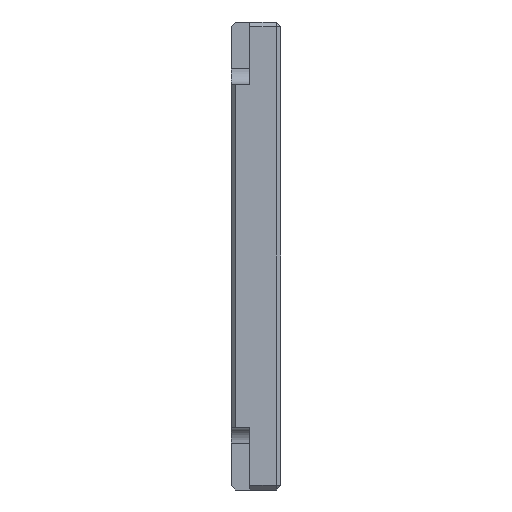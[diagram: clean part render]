
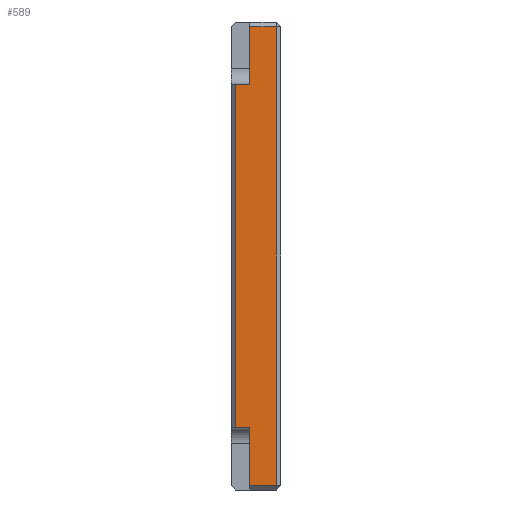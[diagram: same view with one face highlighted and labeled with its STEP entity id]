
A CAD part, left-side view. The second image highlights one B-rep face of the part: STEP entity #589.
In plain terms, the highlighted planar face has unit normal (-1, 0, 0).
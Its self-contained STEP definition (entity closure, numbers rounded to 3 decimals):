
#586 = CARTESIAN_POINT ( 'NONE',  ( -135., 14.5, -55. ) ) ;
#589 = ADVANCED_FACE ( 'NONE', ( #10875 ), #7081, .F. ) ;
#612 = EDGE_CURVE ( 'NONE', #10689, #1694, #1506, .T. ) ;
#630 = LINE ( 'NONE', #2539, #3388 ) ;
#847 = VERTEX_POINT ( 'NONE', #5935 ) ;
#875 = ORIENTED_EDGE ( 'NONE', *, *, #8351, .F. ) ;
#918 = ORIENTED_EDGE ( 'NONE', *, *, #10698, .T. ) ;
#956 = EDGE_CURVE ( 'NONE', #3119, #3493, #1573, .T. ) ;
#988 = VECTOR ( 'NONE', #12127, 1000. ) ;
#1120 = CARTESIAN_POINT ( 'NONE',  ( -135., 1.5, -73.5 ) ) ;
#1136 = CARTESIAN_POINT ( 'NONE',  ( -135., 14.5, 75. ) ) ;
#1421 = ORIENTED_EDGE ( 'NONE', *, *, #9345, .T. ) ;
#1450 = DIRECTION ( 'NONE',  ( 0., 1., 0. ) ) ;
#1506 = LINE ( 'NONE', #11866, #3306 ) ;
#1573 = LINE ( 'NONE', #2501, #2531 ) ;
#1694 = VERTEX_POINT ( 'NONE', #2291 ) ;
#2029 = LINE ( 'NONE', #8505, #6494 ) ;
#2226 = EDGE_LOOP ( 'NONE', ( #3250, #2877, #6897, #1421, #918, #8314, #875, #3203 ) ) ;
#2291 = CARTESIAN_POINT ( 'NONE',  ( -135., 10., 73.5 ) ) ;
#2311 = CARTESIAN_POINT ( 'NONE',  ( -135., 16., 75. ) ) ;
#2438 = DIRECTION ( 'NONE',  ( 0., 0., -1. ) ) ;
#2501 = CARTESIAN_POINT ( 'NONE',  ( -135., 10., -55. ) ) ;
#2531 = VECTOR ( 'NONE', #4516, 1000. ) ;
#2539 = CARTESIAN_POINT ( 'NONE',  ( -135., 10., 55. ) ) ;
#2877 = ORIENTED_EDGE ( 'NONE', *, *, #10939, .F. ) ;
#3119 = VERTEX_POINT ( 'NONE', #10289 ) ;
#3169 = LINE ( 'NONE', #6901, #3746 ) ;
#3203 = ORIENTED_EDGE ( 'NONE', *, *, #7224, .T. ) ;
#3250 = ORIENTED_EDGE ( 'NONE', *, *, #9267, .T. ) ;
#3306 = VECTOR ( 'NONE', #1450, 1000. ) ;
#3338 = VECTOR ( 'NONE', #8482, 1000. ) ;
#3388 = VECTOR ( 'NONE', #6263, 1000. ) ;
#3493 = VERTEX_POINT ( 'NONE', #5142 ) ;
#3746 = VECTOR ( 'NONE', #10637, 1000. ) ;
#4516 = DIRECTION ( 'NONE',  ( 0., 0., 1. ) ) ;
#4881 = DIRECTION ( 'NONE',  ( 0., 0., -1. ) ) ;
#5142 = CARTESIAN_POINT ( 'NONE',  ( -135., 10., -55. ) ) ;
#5274 = CARTESIAN_POINT ( 'NONE',  ( -135., 1.5, 73.5 ) ) ;
#5662 = LINE ( 'NONE', #9408, #3338 ) ;
#5696 = DIRECTION ( 'NONE',  ( 0., 1., 0. ) ) ;
#5728 = LINE ( 'NONE', #1136, #10013 ) ;
#5935 = CARTESIAN_POINT ( 'NONE',  ( -135., 14.5, 55. ) ) ;
#6149 = CARTESIAN_POINT ( 'NONE',  ( -135., 10., 55. ) ) ;
#6263 = DIRECTION ( 'NONE',  ( 0., 0., 1. ) ) ;
#6494 = VECTOR ( 'NONE', #5696, 1000. ) ;
#6619 = AXIS2_PLACEMENT_3D ( 'NONE', #2311, #10816, #2438 ) ;
#6897 = ORIENTED_EDGE ( 'NONE', *, *, #956, .F. ) ;
#6901 = CARTESIAN_POINT ( 'NONE',  ( -135., 10., -55. ) ) ;
#7081 = PLANE ( 'NONE',  #6619 ) ;
#7224 = EDGE_CURVE ( 'NONE', #8181, #847, #2029, .T. ) ;
#7756 = VERTEX_POINT ( 'NONE', #586 ) ;
#8181 = VERTEX_POINT ( 'NONE', #6149 ) ;
#8206 = LINE ( 'NONE', #11951, #988 ) ;
#8314 = ORIENTED_EDGE ( 'NONE', *, *, #612, .T. ) ;
#8351 = EDGE_CURVE ( 'NONE', #8181, #1694, #630, .T. ) ;
#8482 = DIRECTION ( 'NONE',  ( 0., -1., 0. ) ) ;
#8505 = CARTESIAN_POINT ( 'NONE',  ( -135., 10., 55. ) ) ;
#8536 = VERTEX_POINT ( 'NONE', #1120 ) ;
#9267 = EDGE_CURVE ( 'NONE', #847, #7756, #5728, .T. ) ;
#9345 = EDGE_CURVE ( 'NONE', #3119, #8536, #5662, .T. ) ;
#9408 = CARTESIAN_POINT ( 'NONE',  ( -135., 16., -73.5 ) ) ;
#10013 = VECTOR ( 'NONE', #4881, 1000. ) ;
#10289 = CARTESIAN_POINT ( 'NONE',  ( -135., 10., -73.5 ) ) ;
#10637 = DIRECTION ( 'NONE',  ( 0., 1., 0. ) ) ;
#10689 = VERTEX_POINT ( 'NONE', #5274 ) ;
#10698 = EDGE_CURVE ( 'NONE', #8536, #10689, #8206, .T. ) ;
#10816 = DIRECTION ( 'NONE',  ( 1., 0., 0. ) ) ;
#10875 = FACE_OUTER_BOUND ( 'NONE', #2226, .T. ) ;
#10939 = EDGE_CURVE ( 'NONE', #3493, #7756, #3169, .T. ) ;
#11866 = CARTESIAN_POINT ( 'NONE',  ( -135., 16., 73.5 ) ) ;
#11951 = CARTESIAN_POINT ( 'NONE',  ( -135., 1.5, 75. ) ) ;
#12127 = DIRECTION ( 'NONE',  ( 0., 0., 1. ) ) ;
